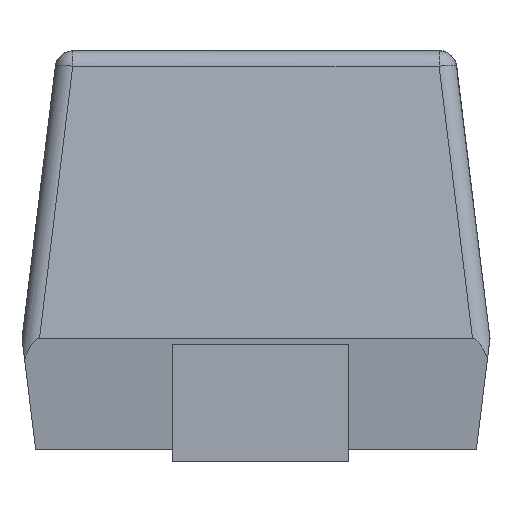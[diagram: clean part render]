
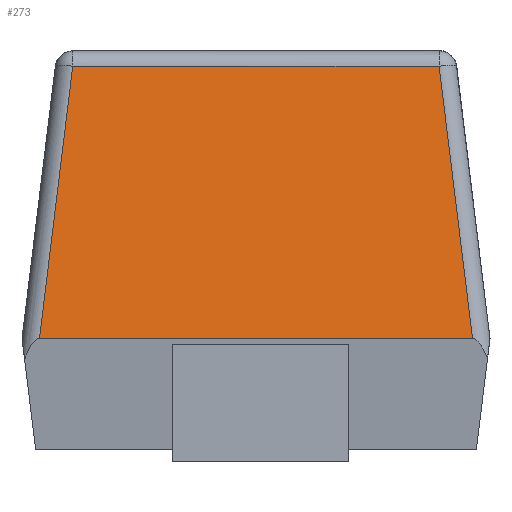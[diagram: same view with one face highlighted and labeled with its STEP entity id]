
A CAD part, left-side view. The second image highlights one B-rep face of the part: STEP entity #273.
In plain terms, the highlighted planar face has unit normal (-0.993, 0, 0.122).
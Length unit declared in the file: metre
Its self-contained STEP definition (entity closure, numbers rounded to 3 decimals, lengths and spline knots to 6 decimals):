
#203 = EDGE_CURVE( '', #551, #552, #553, .T. );
#273 = ADVANCED_FACE( '', ( #668 ), #669, .T. );
#349 = EDGE_CURVE( '', #551, #772, #773, .T. );
#405 = EDGE_CURVE( '', #843, #772, #844, .T. );
#443 = EDGE_CURVE( '', #552, #843, #888, .T. );
#551 = VERTEX_POINT( '', #1006 );
#552 = VERTEX_POINT( '', #1007 );
#553 = LINE( '', #1008, #1009 );
#668 = FACE_OUTER_BOUND( '', #1181, .T. );
#669 = PLANE( '', #1182 );
#772 = VERTEX_POINT( '', #1338 );
#773 = LINE( '', #1339, #1340 );
#843 = VERTEX_POINT( '', #1446 );
#844 = LINE( '', #1447, #1448 );
#888 = LINE( '', #1525, #1526 );
#1006 = CARTESIAN_POINT( '', ( -0.000541, -0.000299, 0.000674 ) );
#1007 = CARTESIAN_POINT( '', ( -0.000541, 0.000326, 0.000674 ) );
#1008 = CARTESIAN_POINT( '', ( -0.000541, -0.000387, 0.000674 ) );
#1009 = VECTOR( '', #1660, 1. );
#1181 = EDGE_LOOP( '', ( #1766, #1767, #1768, #1769 ) );
#1182 = AXIS2_PLACEMENT_3D( '', #1770, #1771, #1772 );
#1338 = CARTESIAN_POINT( '', ( -0.000598, -0.000356, 0.00021 ) );
#1339 = CARTESIAN_POINT( '', ( -0.000582, -0.00034, 0.000339 ) );
#1340 = VECTOR( '', #1913, 1. );
#1446 = CARTESIAN_POINT( '', ( -0.000598, 0.000382, 0.00021 ) );
#1447 = CARTESIAN_POINT( '', ( -0.000598, -0.000387, 0.00021 ) );
#1448 = VECTOR( '', #2013, 1. );
#1525 = CARTESIAN_POINT( '', ( -0.000541, 0.000325, 0.000674 ) );
#1526 = VECTOR( '', #2053, 1. );
#1660 = DIRECTION( '', ( 0., 1., 0. ) );
#1766 = ORIENTED_EDGE( '', *, *, #349, .F. );
#1767 = ORIENTED_EDGE( '', *, *, #203, .T. );
#1768 = ORIENTED_EDGE( '', *, *, #443, .T. );
#1769 = ORIENTED_EDGE( '', *, *, #405, .T. );
#1770 = CARTESIAN_POINT( '', ( -0.000599, -0.000387, 0.0002 ) );
#1771 = DIRECTION( '', ( -0.993, 0., 0.122 ) );
#1772 = DIRECTION( '', ( 0., 1., 0. ) );
#1913 = DIRECTION( '', ( -0.121, -0.121, -0.985 ) );
#2013 = DIRECTION( '', ( 0., -1., 0. ) );
#2053 = DIRECTION( '', ( -0.121, 0.121, -0.985 ) );
